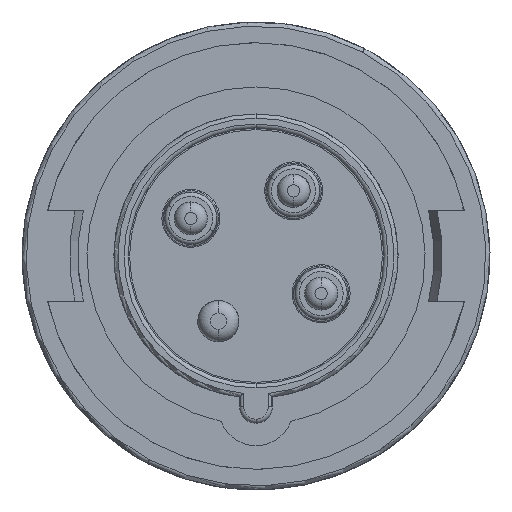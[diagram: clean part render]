
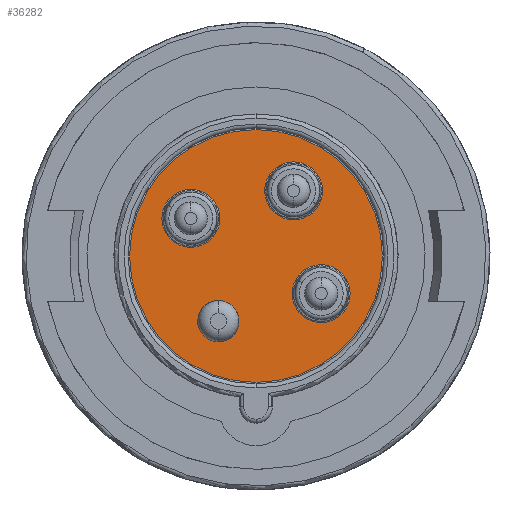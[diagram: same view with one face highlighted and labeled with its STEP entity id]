
A CAD part, front view. The second image highlights one B-rep face of the part: STEP entity #36282.
In plain terms, the highlighted planar face has unit normal (0, -1, 0).
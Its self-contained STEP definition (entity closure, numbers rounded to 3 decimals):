
#1151 = VERTEX_POINT ( 'NONE', #25658 ) ;
#1238 = VERTEX_POINT ( 'NONE', #11321 ) ;
#1803 = CIRCLE ( 'NONE', #44721, 5. ) ;
#2651 = VERTEX_POINT ( 'NONE', #41890 ) ;
#2663 = AXIS2_PLACEMENT_3D ( 'NONE', #35188, #13521, #28810 ) ;
#2709 = CARTESIAN_POINT ( 'NONE',  ( 26.544, -10., -15.325 ) ) ;
#2835 = CARTESIAN_POINT ( 'NONE',  ( -15.805, -10., 9.125 ) ) ;
#2892 = DIRECTION ( 'NONE',  ( 0., -1., 0. ) ) ;
#3457 = VERTEX_POINT ( 'NONE', #28115 ) ;
#3580 = VERTEX_POINT ( 'NONE', #29751 ) ;
#3795 = AXIS2_PLACEMENT_3D ( 'NONE', #17473, #2892, #17229 ) ;
#4531 = CIRCLE ( 'NONE', #27061, 7.026 ) ;
#5000 = CARTESIAN_POINT ( 'NONE',  ( 15.21, -10., 12.292 ) ) ;
#5309 = DIRECTION ( 'NONE',  ( -0.375, 0., -0.927 ) ) ;
#5315 = EDGE_LOOP ( 'NONE', ( #22340, #9037 ) ) ;
#6420 = EDGE_LOOP ( 'NONE', ( #36576, #32488 ) ) ;
#7846 = VERTEX_POINT ( 'NONE', #14960 ) ;
#7990 = CARTESIAN_POINT ( 'NONE',  ( -15.805, -10., 9.125 ) ) ;
#9037 = ORIENTED_EDGE ( 'NONE', *, *, #17427, .T. ) ;
#9860 = DIRECTION ( 'NONE',  ( 0.866, 0., -0.5 ) ) ;
#10169 = CIRCLE ( 'NONE', #2663, 7.026 ) ;
#11036 = DIRECTION ( 'NONE',  ( 0.866, 0., -0.5 ) ) ;
#11057 = ORIENTED_EDGE ( 'NONE', *, *, #30003, .F. ) ;
#11194 = CIRCLE ( 'NONE', #21684, 7.026 ) ;
#11321 = CARTESIAN_POINT ( 'NONE',  ( 21.89, -10., -12.638 ) ) ;
#11792 = EDGE_LOOP ( 'NONE', ( #18650, #21338 ) ) ;
#12399 = FACE_BOUND ( 'NONE', #6420, .T. ) ;
#12601 = ORIENTED_EDGE ( 'NONE', *, *, #26699, .F. ) ;
#13521 = DIRECTION ( 'NONE',  ( 0., -1., 0. ) ) ;
#14960 = CARTESIAN_POINT ( 'NONE',  ( 9.72, -10., -5.612 ) ) ;
#15011 = AXIS2_PLACEMENT_3D ( 'NONE', #2835, #21156, #32003 ) ;
#15030 = CARTESIAN_POINT ( 'NONE',  ( 9.125, -10., 15.805 ) ) ;
#15328 = CIRCLE ( 'NONE', #33400, 30.65 ) ;
#16173 = PLANE ( 'NONE',  #46112 ) ;
#16398 = CARTESIAN_POINT ( 'NONE',  ( 15.805, -10., -9.125 ) ) ;
#16623 = DIRECTION ( 'NONE',  ( 0., -1., 0. ) ) ;
#16631 = FACE_BOUND ( 'NONE', #17847, .T. ) ;
#17141 = CARTESIAN_POINT ( 'NONE',  ( 0., -10., 0. ) ) ;
#17229 = DIRECTION ( 'NONE',  ( -0.375, 0., -0.927 ) ) ;
#17427 = EDGE_CURVE ( 'NONE', #3580, #42294, #15328, .T. ) ;
#17473 = CARTESIAN_POINT ( 'NONE',  ( -9.125, -10., -15.805 ) ) ;
#17847 = EDGE_LOOP ( 'NONE', ( #23687, #11057 ) ) ;
#18650 = ORIENTED_EDGE ( 'NONE', *, *, #38836, .F. ) ;
#19491 = CARTESIAN_POINT ( 'NONE',  ( -21.89, -10., 12.638 ) ) ;
#19512 = AXIS2_PLACEMENT_3D ( 'NONE', #26984, #16623, #38742 ) ;
#19710 = FACE_BOUND ( 'NONE', #23063, .T. ) ;
#20186 = VERTEX_POINT ( 'NONE', #5000 ) ;
#20891 = DIRECTION ( 'NONE',  ( 0., -1., 0. ) ) ;
#20901 = EDGE_CURVE ( 'NONE', #1238, #7846, #4531, .T. ) ;
#21044 = CIRCLE ( 'NONE', #3795, 5. ) ;
#21156 = DIRECTION ( 'NONE',  ( 0., -1., 0. ) ) ;
#21338 = ORIENTED_EDGE ( 'NONE', *, *, #20901, .F. ) ;
#21684 = AXIS2_PLACEMENT_3D ( 'NONE', #15030, #44211, #22561 ) ;
#22077 = EDGE_CURVE ( 'NONE', #42294, #3580, #39790, .T. ) ;
#22096 = DIRECTION ( 'NONE',  ( -0.5, 0., -0.866 ) ) ;
#22340 = ORIENTED_EDGE ( 'NONE', *, *, #22077, .T. ) ;
#22561 = DIRECTION ( 'NONE',  ( -0.5, 0., -0.866 ) ) ;
#23063 = EDGE_LOOP ( 'NONE', ( #12601, #37294 ) ) ;
#23687 = ORIENTED_EDGE ( 'NONE', *, *, #30078, .F. ) ;
#23904 = VERTEX_POINT ( 'NONE', #19491 ) ;
#25517 = CIRCLE ( 'NONE', #15011, 7.026 ) ;
#25658 = CARTESIAN_POINT ( 'NONE',  ( -10.998, -10., -20.441 ) ) ;
#26699 = EDGE_CURVE ( 'NONE', #2651, #20186, #11194, .T. ) ;
#26760 = FACE_BOUND ( 'NONE', #11792, .T. ) ;
#26929 = DIRECTION ( 'NONE',  ( 0., -1., 0. ) ) ;
#26984 = CARTESIAN_POINT ( 'NONE',  ( 0., -10., 0. ) ) ;
#27061 = AXIS2_PLACEMENT_3D ( 'NONE', #16398, #30769, #45131 ) ;
#27466 = CARTESIAN_POINT ( 'NONE',  ( -9.72, -10., 5.612 ) ) ;
#28115 = CARTESIAN_POINT ( 'NONE',  ( -7.252, -10., -11.169 ) ) ;
#28810 = DIRECTION ( 'NONE',  ( -0.866, 0., 0.5 ) ) ;
#29751 = CARTESIAN_POINT ( 'NONE',  ( -26.544, -10., 15.325 ) ) ;
#30003 = EDGE_CURVE ( 'NONE', #45766, #23904, #25517, .T. ) ;
#30078 = EDGE_CURVE ( 'NONE', #23904, #45766, #37585, .T. ) ;
#30307 = FACE_OUTER_BOUND ( 'NONE', #5315, .T. ) ;
#30538 = DIRECTION ( 'NONE',  ( 0., -1., 0. ) ) ;
#30731 = EDGE_CURVE ( 'NONE', #1151, #3457, #21044, .T. ) ;
#30769 = DIRECTION ( 'NONE',  ( 0., -1., 0. ) ) ;
#30998 = CARTESIAN_POINT ( 'NONE',  ( -23.143, -10., -2.231 ) ) ;
#31172 = CIRCLE ( 'NONE', #44715, 7.026 ) ;
#32003 = DIRECTION ( 'NONE',  ( 0.866, 0., -0.5 ) ) ;
#32488 = ORIENTED_EDGE ( 'NONE', *, *, #36597, .F. ) ;
#32931 = DIRECTION ( 'NONE',  ( 0., -1., 0. ) ) ;
#33400 = AXIS2_PLACEMENT_3D ( 'NONE', #17141, #20891, #9860 ) ;
#33860 = AXIS2_PLACEMENT_3D ( 'NONE', #7990, #32931, #11036 ) ;
#34077 = DIRECTION ( 'NONE',  ( 0., 0., -1. ) ) ;
#35188 = CARTESIAN_POINT ( 'NONE',  ( 15.805, -10., -9.125 ) ) ;
#36282 = ADVANCED_FACE ( 'NONE', ( #30307, #12399, #19710, #16631, #26760 ), #16173, .T. ) ;
#36576 = ORIENTED_EDGE ( 'NONE', *, *, #30731, .F. ) ;
#36597 = EDGE_CURVE ( 'NONE', #3457, #1151, #1803, .T. ) ;
#37167 = CARTESIAN_POINT ( 'NONE',  ( 9.125, -10., 15.805 ) ) ;
#37294 = ORIENTED_EDGE ( 'NONE', *, *, #38117, .F. ) ;
#37585 = CIRCLE ( 'NONE', #33860, 7.026 ) ;
#38117 = EDGE_CURVE ( 'NONE', #20186, #2651, #31172, .T. ) ;
#38742 = DIRECTION ( 'NONE',  ( 0.866, 0., -0.5 ) ) ;
#38836 = EDGE_CURVE ( 'NONE', #7846, #1238, #10169, .T. ) ;
#39790 = CIRCLE ( 'NONE', #19512, 30.65 ) ;
#40936 = DIRECTION ( 'NONE',  ( 0., -1., 0. ) ) ;
#41890 = CARTESIAN_POINT ( 'NONE',  ( 3.04, -10., 19.318 ) ) ;
#42294 = VERTEX_POINT ( 'NONE', #2709 ) ;
#44211 = DIRECTION ( 'NONE',  ( 0., -1., 0. ) ) ;
#44715 = AXIS2_PLACEMENT_3D ( 'NONE', #37167, #40936, #22096 ) ;
#44721 = AXIS2_PLACEMENT_3D ( 'NONE', #44838, #26929, #5309 ) ;
#44838 = CARTESIAN_POINT ( 'NONE',  ( -9.125, -10., -15.805 ) ) ;
#45131 = DIRECTION ( 'NONE',  ( -0.866, 0., 0.5 ) ) ;
#45766 = VERTEX_POINT ( 'NONE', #27466 ) ;
#46112 = AXIS2_PLACEMENT_3D ( 'NONE', #30998, #30538, #34077 ) ;
